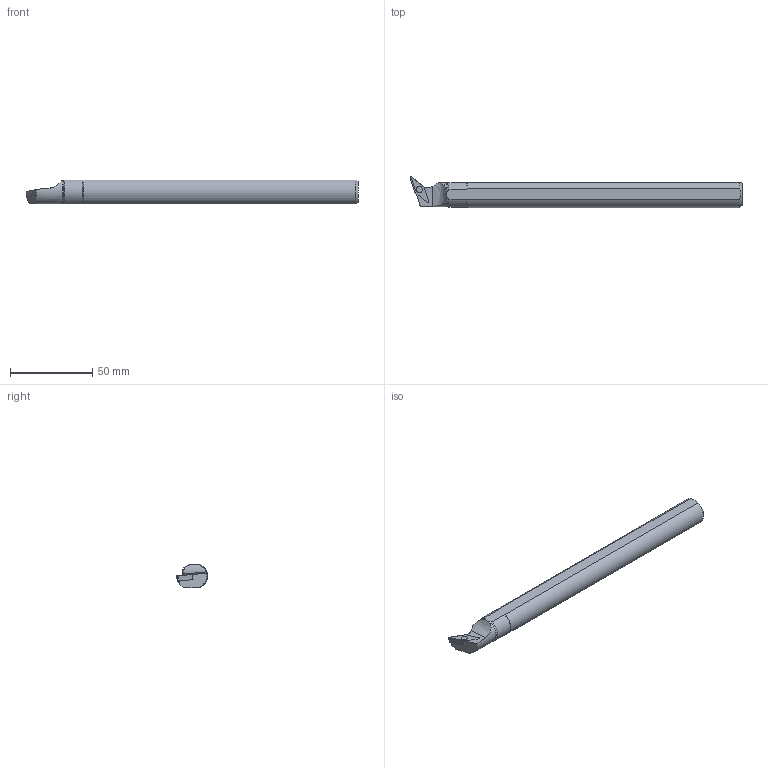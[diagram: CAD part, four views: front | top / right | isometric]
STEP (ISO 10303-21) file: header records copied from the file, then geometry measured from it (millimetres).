
FILE_DESCRIPTION(/* description */ (''),/* implementation_level */ '2;1');
FILE_NAME(/* name */ 'A16RSVQBL11_SIM.stp',/* time_stamp */ '2023-02-04T11:25:37+01:00',/* author */ (''),/* organization */ (''),/* preprocessor_version */ 'ST-DEVELOPER v18.102',/* originating_system */ 'SIEMENS PLM Software NX 2027',/* authorisation */ '');
FILE_SCHEMA (('AUTOMOTIVE_DESIGN { 1 0 10303 214 3 1 1 1 }'));
Length unit declared in the file: millimetre
Products named in the file (1): model1
Bounding box: 201.45 x 18.83 x 14.5 mm (x, y, z)
Volume: 36022.6 mm3; surface area: 10201.5 mm2
Topology: 2 solids, 2 shells, 47 faces, 127 edges, 84 vertices
Faces by surface type: plane 15, cylinder 11, cone 10, torus 9, extrusion 2
Full cylindrical faces by diameter (mm): 2.8 x1, 3.8 x1
Entity records: 1706 total; most frequent: CARTESIAN_POINT 544, ORIENTED_EDGE 244, DIRECTION 219, EDGE_CURVE 122, AXIS2_PLACEMENT_3D 87, VERTEX_POINT 83, EDGE_LOOP 53, ADVANCED_FACE 47
